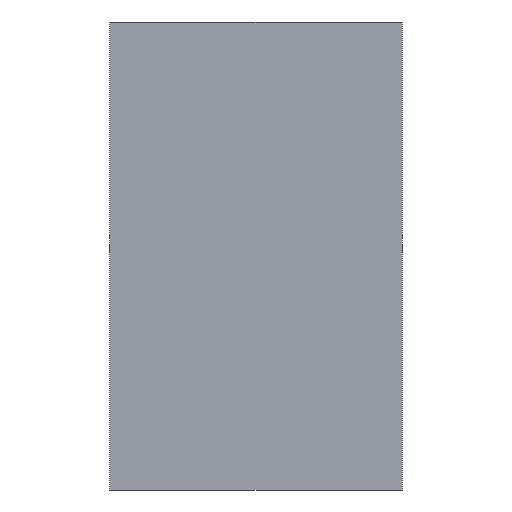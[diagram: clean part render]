
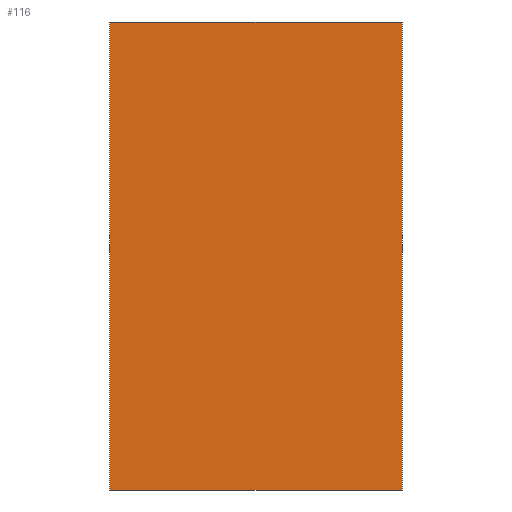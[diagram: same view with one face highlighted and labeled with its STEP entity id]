
A CAD part, front view. The second image highlights one B-rep face of the part: STEP entity #116.
In plain terms, the highlighted planar face has unit normal (0, -1, 0).
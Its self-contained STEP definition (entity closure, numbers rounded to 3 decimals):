
#116=ADVANCED_FACE('',(#216),#218,.T.);
#216=FACE_BOUND('',#217,.T.);
#217=EDGE_LOOP('',(#265,#266,#267,#268));
#218=PLANE('',#219);
#219=AXIS2_PLACEMENT_3D('',#220,#221,#222);
#220=CARTESIAN_POINT('',(-10.,-27.,16.));
#221=DIRECTION('',(0.,-1.,0.));
#222=DIRECTION('',(0.,0.,-1.));
#265=ORIENTED_EDGE('',*,*,#293,.T.);
#266=ORIENTED_EDGE('',*,*,#288,.T.);
#267=ORIENTED_EDGE('',*,*,#295,.F.);
#268=ORIENTED_EDGE('',*,*,#278,.F.);
#278=EDGE_CURVE('',#298,#300,#301,.T.);
#288=EDGE_CURVE('',#313,#318,#320,.T.);
#293=EDGE_CURVE('',#298,#313,#329,.T.);
#295=EDGE_CURVE('',#300,#318,#331,.T.);
#298=VERTEX_POINT('',#334);
#300=VERTEX_POINT('',#338);
#301=LINE('',#339,#340);
#313=VERTEX_POINT('',#369);
#318=VERTEX_POINT('',#378);
#320=LINE('',#382,#383);
#329=LINE('',#405,#406);
#331=LINE('',#411,#412);
#334=CARTESIAN_POINT('',(-10.,-27.,16.));
#338=CARTESIAN_POINT('',(10.,-27.,16.));
#339=CARTESIAN_POINT('',(-10.,-27.,16.));
#340=VECTOR('',#341,1.);
#341=DIRECTION('',(1.,0.,0.));
#369=CARTESIAN_POINT('',(-10.,-27.,-16.));
#378=CARTESIAN_POINT('',(10.,-27.,-16.));
#382=CARTESIAN_POINT('',(-10.,-27.,-16.));
#383=VECTOR('',#384,1.);
#384=DIRECTION('',(1.,0.,0.));
#405=CARTESIAN_POINT('',(-10.,-27.,16.));
#406=VECTOR('',#407,1.);
#407=DIRECTION('',(0.,0.,-1.));
#411=CARTESIAN_POINT('',(10.,-27.,16.));
#412=VECTOR('',#413,1.);
#413=DIRECTION('',(0.,0.,-1.));
